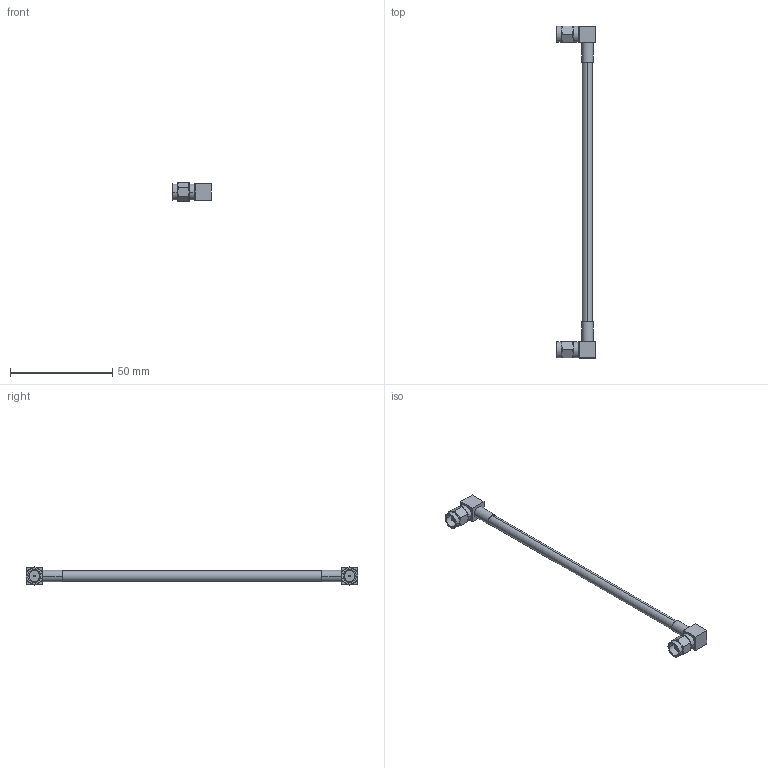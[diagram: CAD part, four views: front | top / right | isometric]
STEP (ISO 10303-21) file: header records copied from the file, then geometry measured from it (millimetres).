
FILE_DESCRIPTION (( 'STEP AP203' ), '1' );
FILE_NAME ('CCS58A-05HR2.STEP', '2006-06-30T20:02:38', ( ' ' ), ( ' ' ), 'SwSTEP 2.0', 'SolidWorks 2005354', '' );
FILE_SCHEMA (( 'CONFIG_CONTROL_DESIGN' ));
Length unit declared in the file: inch
Products named in the file (3): CCS58A-05HR2; RG58C-PROD_5" long; CONN-901-9874
Assembly tree (3 placements, depth 2):
  CCS58A-05HR2
    RG58C-PROD_5" long
    CONN-901-9874  x2
Bounding box: 18.97 x 162.36 x 9.15 mm (x, y, z)
Volume: 4796.1 mm3; surface area: 4340.5 mm2
Topology: 3 solids, 3 shells, 174 faces, 386 edges, 232 vertices
Faces by surface type: cylinder 82, plane 64, bspline 24, torus 4
Entity records: 10037 total; most frequent: CARTESIAN_POINT 7765, DIRECTION 426, ORIENTED_EDGE 392, EDGE_CURVE 196, AXIS2_PLACEMENT_3D 171, VERTEX_POINT 118, EDGE_LOOP 96, FACE_OUTER_BOUND 89
